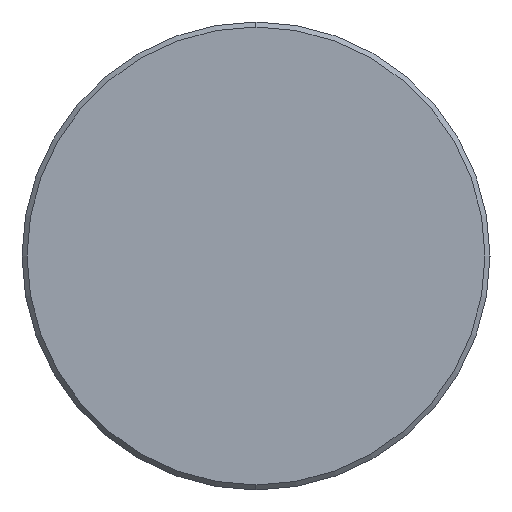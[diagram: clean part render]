
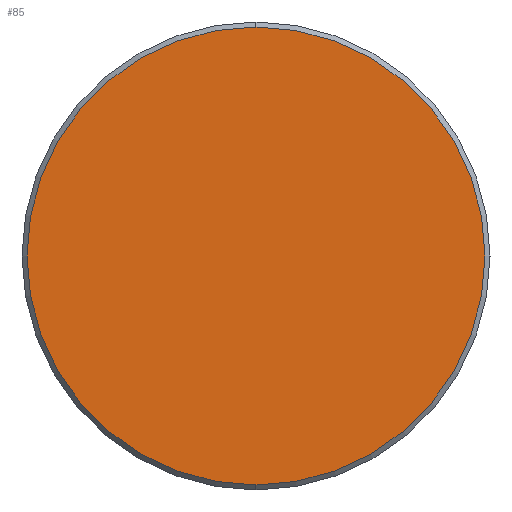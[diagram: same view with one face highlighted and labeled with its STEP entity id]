
A CAD part, left-side view. The second image highlights one B-rep face of the part: STEP entity #85.
In plain terms, the highlighted planar face has unit normal (-1, 0, 0).
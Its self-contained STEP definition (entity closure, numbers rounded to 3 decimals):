
#11 = AXIS2_PLACEMENT_3D ( 'NONE', #304, #75, #477 ) ;
#30 = DIRECTION ( 'NONE',  ( -1., 0., 0. ) ) ;
#42 = DIRECTION ( 'NONE',  ( -1., 0., 0. ) ) ;
#73 = ORIENTED_EDGE ( 'NONE', *, *, #488, .T. ) ;
#75 = DIRECTION ( 'NONE',  ( 1., 0., 0. ) ) ;
#85 = ADVANCED_FACE ( 'NONE', ( #514 ), #369, .F. ) ;
#95 = AXIS2_PLACEMENT_3D ( 'NONE', #702, #42, #433 ) ;
#194 = VERTEX_POINT ( 'NONE', #326 ) ;
#304 = CARTESIAN_POINT ( 'NONE',  ( 0., 0., 0. ) ) ;
#305 = CARTESIAN_POINT ( 'NONE',  ( 0., 0., 0. ) ) ;
#326 = CARTESIAN_POINT ( 'NONE',  ( 0., 0., -13.7 ) ) ;
#369 = PLANE ( 'NONE',  #11 ) ;
#377 = CARTESIAN_POINT ( 'NONE',  ( 0., 0., 13.7 ) ) ;
#433 = DIRECTION ( 'NONE',  ( 0., 0., 1. ) ) ;
#444 = AXIS2_PLACEMENT_3D ( 'NONE', #305, #30, #473 ) ;
#466 = VERTEX_POINT ( 'NONE', #377 ) ;
#473 = DIRECTION ( 'NONE',  ( 0., 0., 1. ) ) ;
#477 = DIRECTION ( 'NONE',  ( 0., 0., -1. ) ) ;
#488 = EDGE_CURVE ( 'NONE', #466, #194, #581, .T. ) ;
#514 = FACE_OUTER_BOUND ( 'NONE', #553, .T. ) ;
#553 = EDGE_LOOP ( 'NONE', ( #698, #73 ) ) ;
#581 = CIRCLE ( 'NONE', #95, 13.7 ) ;
#626 = CIRCLE ( 'NONE', #444, 13.7 ) ;
#689 = EDGE_CURVE ( 'NONE', #194, #466, #626, .T. ) ;
#698 = ORIENTED_EDGE ( 'NONE', *, *, #689, .T. ) ;
#702 = CARTESIAN_POINT ( 'NONE',  ( 0., 0., 0. ) ) ;
